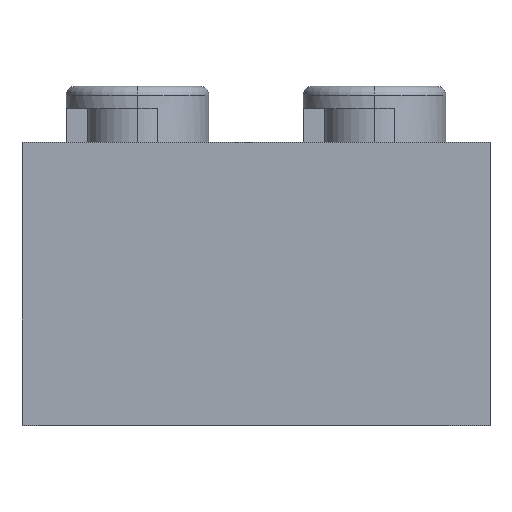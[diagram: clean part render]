
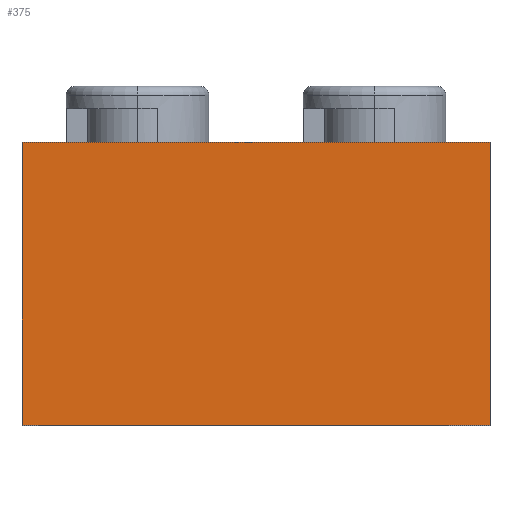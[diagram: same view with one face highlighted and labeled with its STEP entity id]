
A CAD part, top view. The second image highlights one B-rep face of the part: STEP entity #375.
In plain terms, the highlighted planar face has unit normal (0, 0, 1).
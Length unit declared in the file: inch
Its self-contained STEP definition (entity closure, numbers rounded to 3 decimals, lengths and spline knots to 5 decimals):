
#64 = PLANE ( 'NONE',  #911 ) ;
#135 = CARTESIAN_POINT ( 'NONE',  ( -0.31102, 0., 0.15354 ) ) ;
#174 = VERTEX_POINT ( 'NONE', #3548 ) ;
#217 = EDGE_CURVE ( 'NONE', #174, #2359, #2981, .T. ) ;
#300 = ORIENTED_EDGE ( 'NONE', *, *, #217, .F. ) ;
#375 = ADVANCED_FACE ( 'NONE', ( #586 ), #64, .F. ) ;
#586 = FACE_OUTER_BOUND ( 'NONE', #3386, .T. ) ;
#649 = CARTESIAN_POINT ( 'NONE',  ( -0.31102, 0.37598, 0.15354 ) ) ;
#911 = AXIS2_PLACEMENT_3D ( 'NONE', #2843, #3247, #2199 ) ;
#1031 = CARTESIAN_POINT ( 'NONE',  ( 0.31102, 0., 0.15354 ) ) ;
#1094 = EDGE_CURVE ( 'NONE', #174, #2078, #3054, .T. ) ;
#1362 = DIRECTION ( 'NONE',  ( 0., -1., 0. ) ) ;
#1961 = EDGE_CURVE ( 'NONE', #2078, #3349, #3507, .T. ) ;
#2078 = VERTEX_POINT ( 'NONE', #135 ) ;
#2139 = VECTOR ( 'NONE', #3220, 39.37008 ) ;
#2199 = DIRECTION ( 'NONE',  ( -1., 0., 0. ) ) ;
#2232 = ORIENTED_EDGE ( 'NONE', *, *, #1094, .T. ) ;
#2264 = EDGE_CURVE ( 'NONE', #2359, #3349, #3299, .T. ) ;
#2311 = CARTESIAN_POINT ( 'NONE',  ( 0.31102, 0.37598, 0.15354 ) ) ;
#2359 = VERTEX_POINT ( 'NONE', #3207 ) ;
#2379 = CARTESIAN_POINT ( 'NONE',  ( -0.31102, 0.37598, 0.15354 ) ) ;
#2580 = DIRECTION ( 'NONE',  ( 0., -1., 0. ) ) ;
#2686 = DIRECTION ( 'NONE',  ( 1., 0., 0. ) ) ;
#2843 = CARTESIAN_POINT ( 'NONE',  ( -0.31102, 0.37598, 0.15354 ) ) ;
#2850 = ORIENTED_EDGE ( 'NONE', *, *, #1961, .T. ) ;
#2876 = CARTESIAN_POINT ( 'NONE',  ( -0.31102, 0., 0.15354 ) ) ;
#2877 = VECTOR ( 'NONE', #1362, 39.37008 ) ;
#2891 = VECTOR ( 'NONE', #2686, 39.37008 ) ;
#2896 = ORIENTED_EDGE ( 'NONE', *, *, #2264, .F. ) ;
#2981 = LINE ( 'NONE', #649, #2891 ) ;
#3054 = LINE ( 'NONE', #2379, #2877 ) ;
#3207 = CARTESIAN_POINT ( 'NONE',  ( 0.31102, 0.37598, 0.15354 ) ) ;
#3220 = DIRECTION ( 'NONE',  ( 1., 0., 0. ) ) ;
#3247 = DIRECTION ( 'NONE',  ( 0., 0., -1. ) ) ;
#3299 = LINE ( 'NONE', #2311, #3519 ) ;
#3349 = VERTEX_POINT ( 'NONE', #1031 ) ;
#3386 = EDGE_LOOP ( 'NONE', ( #2850, #2896, #300, #2232 ) ) ;
#3507 = LINE ( 'NONE', #2876, #2139 ) ;
#3519 = VECTOR ( 'NONE', #2580, 39.37008 ) ;
#3548 = CARTESIAN_POINT ( 'NONE',  ( -0.31102, 0.37598, 0.15354 ) ) ;
